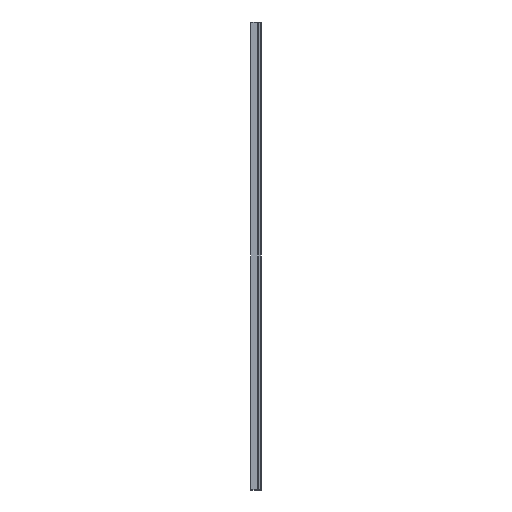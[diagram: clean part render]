
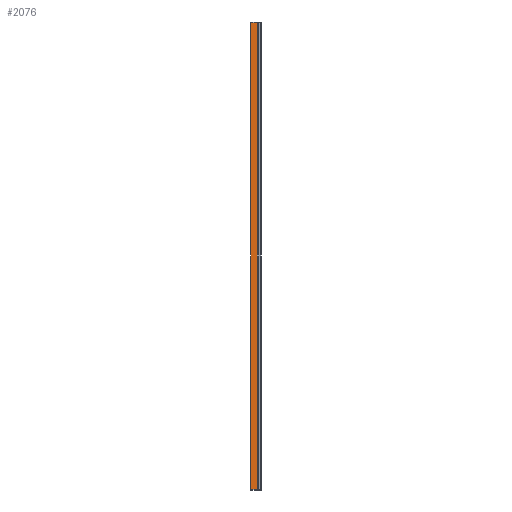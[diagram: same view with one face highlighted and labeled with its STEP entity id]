
A CAD part, left-side view. The second image highlights one B-rep face of the part: STEP entity #2076.
In plain terms, the highlighted planar face has unit normal (-1, 0, 0).
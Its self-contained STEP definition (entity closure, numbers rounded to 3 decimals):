
#19 = CARTESIAN_POINT ( 'NONE',  ( -13.5, 22.825, 0. ) ) ;
#27 = LINE ( 'NONE', #2822, #389 ) ;
#145 = DIRECTION ( 'NONE',  ( 1., 0., 0. ) ) ;
#236 = DIRECTION ( 'NONE',  ( 0., 0., -1. ) ) ;
#269 = LINE ( 'NONE', #2337, #2469 ) ;
#373 = ORIENTED_EDGE ( 'NONE', *, *, #2984, .T. ) ;
#376 = VERTEX_POINT ( 'NONE', #2448 ) ;
#389 = VECTOR ( 'NONE', #3021, 1000. ) ;
#433 = PLANE ( 'NONE',  #1408 ) ;
#701 = EDGE_CURVE ( 'NONE', #845, #1082, #2101, .T. ) ;
#745 = VECTOR ( 'NONE', #2741, 1000. ) ;
#845 = VERTEX_POINT ( 'NONE', #2426 ) ;
#876 = FACE_OUTER_BOUND ( 'NONE', #1667, .T. ) ;
#941 = VECTOR ( 'NONE', #1965, 1000. ) ;
#1082 = VERTEX_POINT ( 'NONE', #1967 ) ;
#1106 = CARTESIAN_POINT ( 'NONE',  ( -13.5, 23., 1100. ) ) ;
#1219 = ORIENTED_EDGE ( 'NONE', *, *, #701, .F. ) ;
#1408 = AXIS2_PLACEMENT_3D ( 'NONE', #1106, #145, #1813 ) ;
#1500 = ORIENTED_EDGE ( 'NONE', *, *, #1549, .T. ) ;
#1549 = EDGE_CURVE ( 'NONE', #1835, #376, #2699, .T. ) ;
#1667 = EDGE_LOOP ( 'NONE', ( #1500, #1904, #1219, #373 ) ) ;
#1813 = DIRECTION ( 'NONE',  ( 0., 1., 0. ) ) ;
#1835 = VERTEX_POINT ( 'NONE', #19 ) ;
#1904 = ORIENTED_EDGE ( 'NONE', *, *, #2574, .T. ) ;
#1965 = DIRECTION ( 'NONE',  ( 0., -1., 0. ) ) ;
#1967 = CARTESIAN_POINT ( 'NONE',  ( -13.5, 6.679, 1100. ) ) ;
#1979 = CARTESIAN_POINT ( 'NONE',  ( -13.5, 23., 0. ) ) ;
#2076 = ADVANCED_FACE ( 'NONE', ( #876 ), #433, .F. ) ;
#2101 = LINE ( 'NONE', #2563, #745 ) ;
#2337 = CARTESIAN_POINT ( 'NONE',  ( -13.5, 22.825, 1100. ) ) ;
#2426 = CARTESIAN_POINT ( 'NONE',  ( -13.5, 22.825, 1100. ) ) ;
#2448 = CARTESIAN_POINT ( 'NONE',  ( -13.5, 6.679, 0. ) ) ;
#2469 = VECTOR ( 'NONE', #236, 1000. ) ;
#2563 = CARTESIAN_POINT ( 'NONE',  ( -13.5, 23., 1100. ) ) ;
#2574 = EDGE_CURVE ( 'NONE', #376, #1082, #27, .T. ) ;
#2699 = LINE ( 'NONE', #1979, #941 ) ;
#2741 = DIRECTION ( 'NONE',  ( 0., -1., 0. ) ) ;
#2822 = CARTESIAN_POINT ( 'NONE',  ( -13.5, 6.679, 1100. ) ) ;
#2984 = EDGE_CURVE ( 'NONE', #845, #1835, #269, .T. ) ;
#3021 = DIRECTION ( 'NONE',  ( 0., 0., 1. ) ) ;
